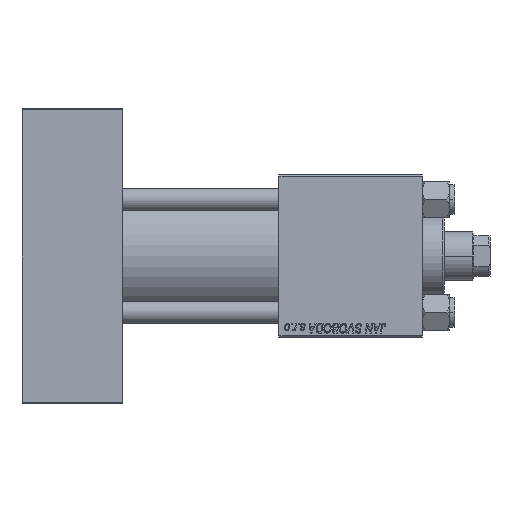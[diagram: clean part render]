
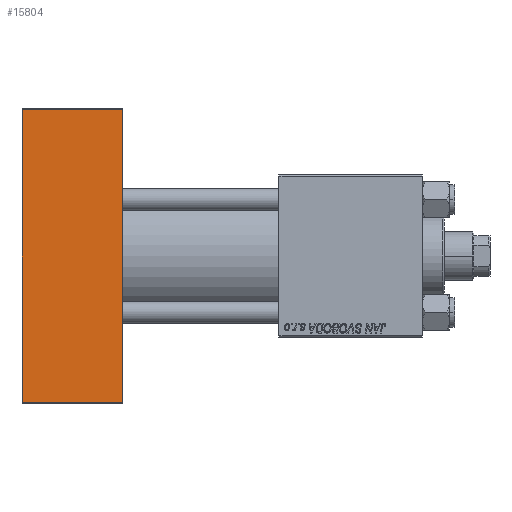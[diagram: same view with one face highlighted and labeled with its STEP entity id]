
A CAD part, front view. The second image highlights one B-rep face of the part: STEP entity #15804.
In plain terms, the highlighted planar face has unit normal (0, -1, 0).
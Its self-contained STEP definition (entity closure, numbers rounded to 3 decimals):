
#137 = CARTESIAN_POINT ( 'NONE',  ( 37., -30., -54. ) ) ;
#849 = CARTESIAN_POINT ( 'NONE',  ( 37., -30., 54.5 ) ) ;
#873 = VERTEX_POINT ( 'NONE', #46165 ) ;
#1151 = CARTESIAN_POINT ( 'NONE',  ( 37., -30., -54. ) ) ;
#2235 = EDGE_CURVE ( 'NONE', #873, #43763, #45434, .T. ) ;
#7602 = ORIENTED_EDGE ( 'NONE', *, *, #2235, .T. ) ;
#7771 = LINE ( 'NONE', #42395, #37211 ) ;
#8931 = DIRECTION ( 'NONE',  ( 0., 0., 1. ) ) ;
#9617 = EDGE_CURVE ( 'NONE', #31015, #49665, #35786, .T. ) ;
#12470 = DIRECTION ( 'NONE',  ( 0., 1., 0. ) ) ;
#14741 = LINE ( 'NONE', #30144, #37499 ) ;
#15145 = ORIENTED_EDGE ( 'NONE', *, *, #34569, .F. ) ;
#15491 = VECTOR ( 'NONE', #30270, 1000. ) ;
#15804 = ADVANCED_FACE ( 'NONE', ( #27904 ), #21047, .F. ) ;
#18065 = CARTESIAN_POINT ( 'NONE',  ( 0., -30., 54. ) ) ;
#21047 = PLANE ( 'NONE',  #47248 ) ;
#22989 = DIRECTION ( 'NONE',  ( 1., 0., 0. ) ) ;
#23161 = EDGE_CURVE ( 'NONE', #43763, #31015, #7771, .T. ) ;
#27397 = ORIENTED_EDGE ( 'NONE', *, *, #23161, .T. ) ;
#27482 = DIRECTION ( 'NONE',  ( 0., 0., -1. ) ) ;
#27904 = FACE_OUTER_BOUND ( 'NONE', #39596, .T. ) ;
#29095 = ORIENTED_EDGE ( 'NONE', *, *, #9617, .T. ) ;
#30144 = CARTESIAN_POINT ( 'NONE',  ( 37., -30., 54.5 ) ) ;
#30270 = DIRECTION ( 'NONE',  ( -1., 0., 0. ) ) ;
#31015 = VERTEX_POINT ( 'NONE', #48668 ) ;
#34569 = EDGE_CURVE ( 'NONE', #873, #49665, #14741, .T. ) ;
#35786 = LINE ( 'NONE', #1151, #38303 ) ;
#37211 = VECTOR ( 'NONE', #27482, 1000. ) ;
#37499 = VECTOR ( 'NONE', #49604, 1000. ) ;
#38303 = VECTOR ( 'NONE', #22989, 1000. ) ;
#39596 = EDGE_LOOP ( 'NONE', ( #27397, #29095, #15145, #7602 ) ) ;
#41144 = CARTESIAN_POINT ( 'NONE',  ( 37., -30., 54. ) ) ;
#42395 = CARTESIAN_POINT ( 'NONE',  ( 0., -30., 54.5 ) ) ;
#43763 = VERTEX_POINT ( 'NONE', #18065 ) ;
#45434 = LINE ( 'NONE', #41144, #15491 ) ;
#46165 = CARTESIAN_POINT ( 'NONE',  ( 37., -30., 54. ) ) ;
#47248 = AXIS2_PLACEMENT_3D ( 'NONE', #849, #12470, #8931 ) ;
#48668 = CARTESIAN_POINT ( 'NONE',  ( 0., -30., -54. ) ) ;
#49604 = DIRECTION ( 'NONE',  ( 0., 0., -1. ) ) ;
#49665 = VERTEX_POINT ( 'NONE', #137 ) ;
